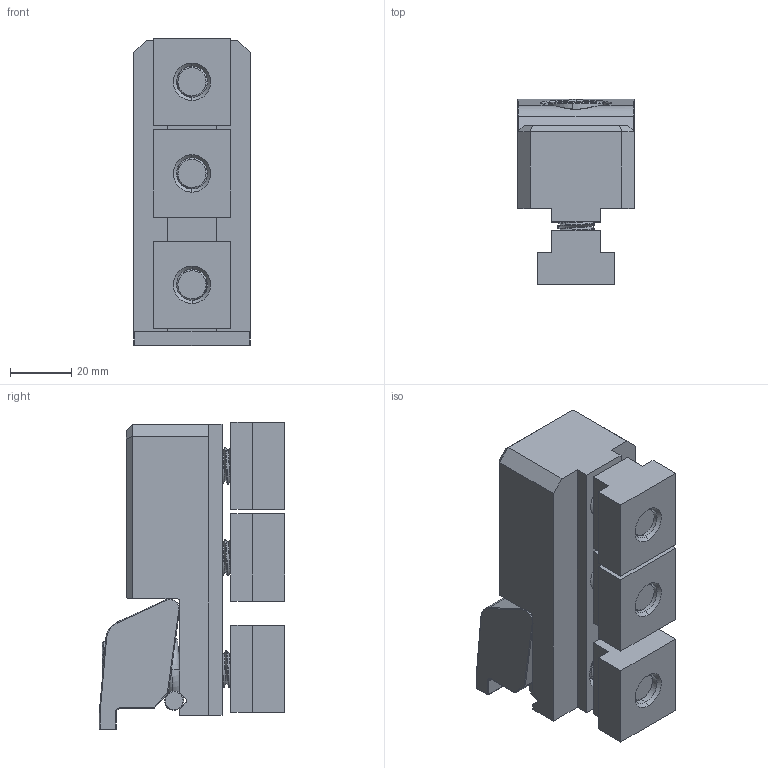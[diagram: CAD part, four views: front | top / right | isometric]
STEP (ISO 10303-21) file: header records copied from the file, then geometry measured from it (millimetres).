
FILE_DESCRIPTION (( 'STEP AP203' ), '1' );
FILE_NAME ('M10307.STEP', '2019-06-25T14:41:46', ( 'Marc' ), ( 'Microsoft' ), 'SwSTEP 2.0', 'SolidWorks 2018', '' );
FILE_SCHEMA (( 'CONFIG_CONTROL_DESIGN' ));
Length unit declared in the file: inch
Products named in the file (9): M1245MM SHCS_M1245MM SHCS; 14114 DOWEL PIN_14114 DOWEL PIN; 310 O-RING_310 O-RING; M1235MM SHCS_M1235MM SHCS; 2608X1_FR_Body-Config_260881; 540161_540161; M10307; Q104030_Q104030 (3 T-Nuts); 56088_IN-LINE_56088_IN-LINE
Assembly tree (11 placements, depth 3):
  M10307
    Q104030_Q104030 (3 T-Nuts)
    540161_540161  x3
    56088_IN-LINE_56088_IN-LINE
      2608X1_FR_Body-Config_260881
      310 O-RING_310 O-RING
      14114 DOWEL PIN_14114 DOWEL PIN
      M1245MM SHCS_M1245MM SHCS
    M1235MM SHCS_M1235MM SHCS  x2
Bounding box: 38.1 x 60.69 x 100.72 mm (x, y, z)
Volume: 131985.7 mm3; surface area: 46921.7 mm2
Topology: 10 solids, 10 shells, 554 faces, 1440 edges, 907 vertices
Faces by surface type: cylinder 327, plane 106, cone 68, bspline 27, torus 16, sphere 10
Entity records: 19661 total; most frequent: CARTESIAN_POINT 9756, ORIENTED_EDGE 2128, DIRECTION 1631, EDGE_CURVE 1064, VERTEX_POINT 667, AXIS2_PLACEMENT_3D 605, EDGE_LOOP 429, LINE 421
